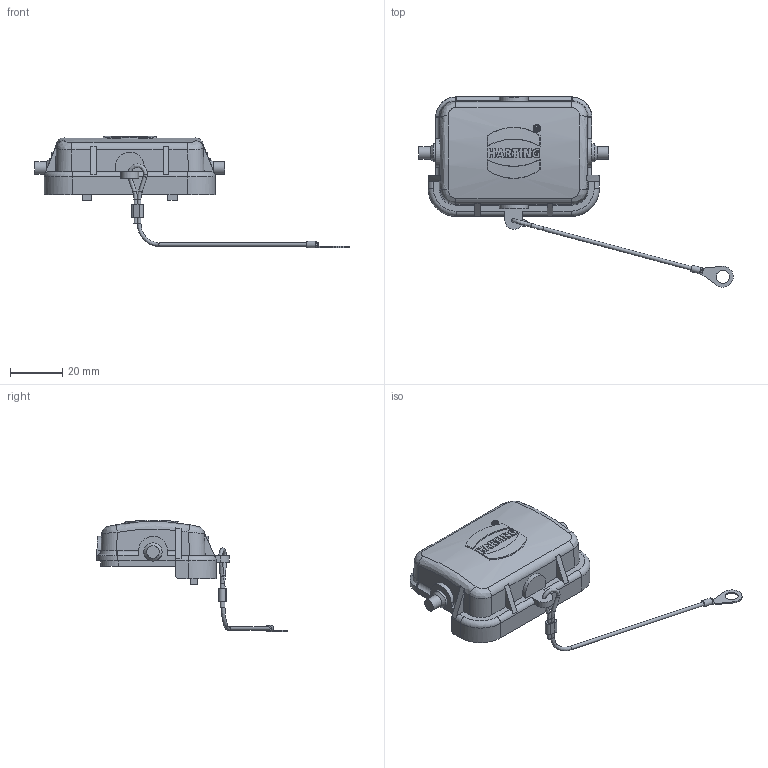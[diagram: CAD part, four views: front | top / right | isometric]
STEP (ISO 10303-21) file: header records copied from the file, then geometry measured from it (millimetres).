
FILE_DESCRIPTION(/* description */ (''),/* implementation_level */ '2;1');
FILE_NAME(/* name */ '100095509ugm000_c.stp',/* time_stamp */ '2019-09-06T10:26:38+02:00',/* author */ (''),/* organization */ (''),/* preprocessor_version */ 'ST-DEVELOPER v16.7',/* originating_system */ 'SIEMENS PLM Software NX 12.0',/* authorisation */ '');
FILE_SCHEMA (('AUTOMOTIVE_DESIGN { 1 0 10303 214 3 1 1 1 }'));
Length unit declared in the file: millimetre
Products named in the file (1): 100095509ugm000_c
Bounding box: 120.66 x 72.96 x 42.79 mm (x, y, z)
Volume: 13991.6 mm3; surface area: 13108.9 mm2
Topology: 1 solids, 1 shells, 290 faces, 761 edges, 496 vertices
Faces by surface type: plane 167, cylinder 70, bspline 37, cone 14, torus 2
Full cylindrical faces by diameter (mm): 2.5 x1, 4.8 x2, 5 x1, 7 x2
Entity records: 12274 total; most frequent: CARTESIAN_POINT 3362, ORIENTED_EDGE 1462, DIRECTION 1337, EDGE_CURVE 731, VERTEX_POINT 487, AXIS2_PLACEMENT_3D 468, LINE 401, VECTOR 401
